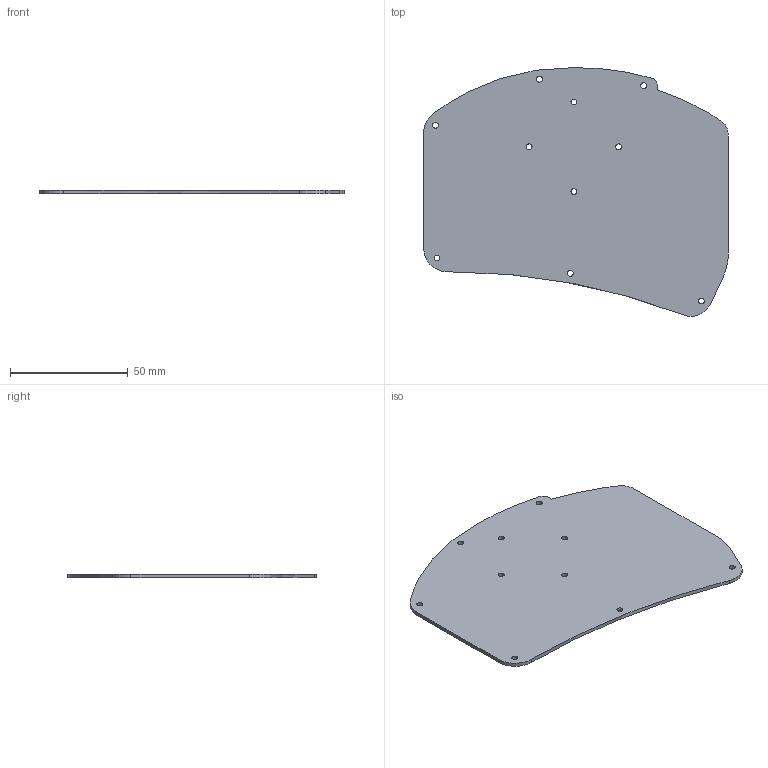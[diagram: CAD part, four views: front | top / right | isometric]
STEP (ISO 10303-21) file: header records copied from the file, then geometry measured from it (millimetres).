
FILE_DESCRIPTION(/* description */ (''),/* implementation_level */ '2;1');
FILE_NAME(/* name */ 'swweeep-bot-widecover-left.step',/* time_stamp */ '2022-10-26T15:15:03-07:00',/* author */ (''),/* organization */ (''),/* preprocessor_version */ 'ST-DEVELOPER v19.2',/* originating_system */ 'Autodesk Translation Framework v11.17.0.187',/* authorisation */ '');
FILE_SCHEMA (('AUTOMOTIVE_DESIGN { 1 0 10303 214 3 1 1 }'));
Length unit declared in the file: millimetre
Products named in the file (1): FusionComponent
Bounding box: 129.55 x 105.69 x 1.6 mm (x, y, z)
Volume: 17624.3 mm3; surface area: 22779.4 mm2
Topology: 1 solids, 1 shells, 28 faces, 78 edges, 52 vertices
Faces by surface type: cylinder 17, plane 6, bspline 5
Full cylindrical faces by diameter (mm): 2.5 x10
Entity records: 1079 total; most frequent: CARTESIAN_POINT 284, ORIENTED_EDGE 156, DIRECTION 150, EDGE_CURVE 78, AXIS2_PLACEMENT_3D 58, VERTEX_POINT 52, EDGE_LOOP 48, LINE 34
